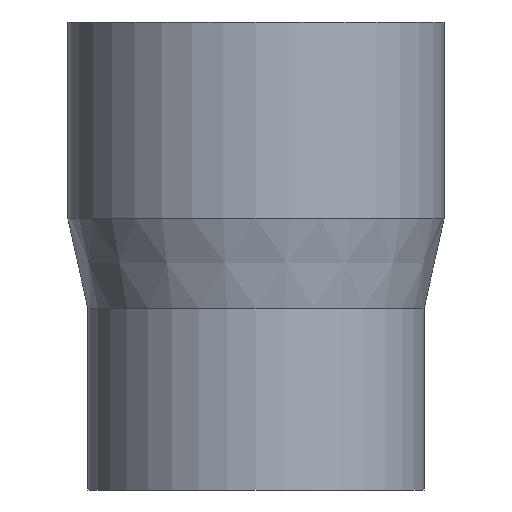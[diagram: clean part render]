
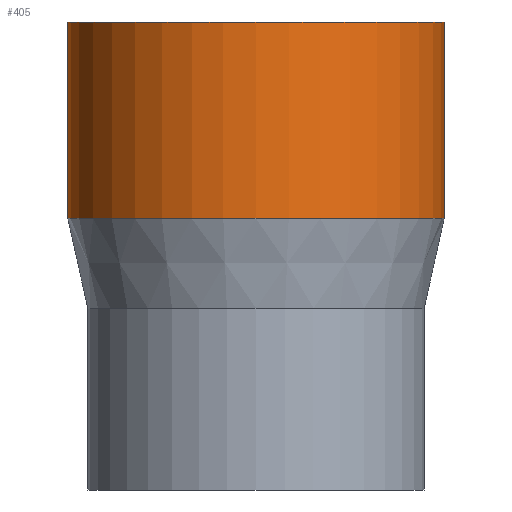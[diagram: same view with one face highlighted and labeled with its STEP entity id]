
A CAD part, front view. The second image highlights one B-rep face of the part: STEP entity #405.
In plain terms, the highlighted cylindrical face has radius 140 mm (diameter 280 mm), a partial arc.
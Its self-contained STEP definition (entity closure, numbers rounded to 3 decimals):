
#9 = DIRECTION ( 'NONE',  ( 0., 0., -1. ) ) ;
#34 = VERTEX_POINT ( 'NONE', #104 ) ;
#35 = EDGE_CURVE ( 'NONE', #581, #121, #217, .T. ) ;
#53 = EDGE_CURVE ( 'NONE', #34, #563, #298, .T. ) ;
#55 = AXIS2_PLACEMENT_3D ( 'NONE', #320, #161, #367 ) ;
#59 = CARTESIAN_POINT ( 'NONE',  ( 0., 0., 29.701 ) ) ;
#94 = DIRECTION ( 'NONE',  ( 0., 0., -1. ) ) ;
#104 = CARTESIAN_POINT ( 'NONE',  ( 140., 0., 29.701 ) ) ;
#105 = EDGE_CURVE ( 'NONE', #581, #34, #470, .T. ) ;
#121 = VERTEX_POINT ( 'NONE', #358 ) ;
#138 = ORIENTED_EDGE ( 'NONE', *, *, #105, .F. ) ;
#154 = CARTESIAN_POINT ( 'NONE',  ( 0., 0., -16.533 ) ) ;
#161 = DIRECTION ( 'NONE',  ( 0., 0., -1. ) ) ;
#197 = DIRECTION ( 'NONE',  ( -1., 0., 0. ) ) ;
#199 = CARTESIAN_POINT ( 'NONE',  ( -140., 0., -16.533 ) ) ;
#217 = CIRCLE ( 'NONE', #55, 140. ) ;
#267 = DIRECTION ( 'NONE',  ( -1., 0., 0. ) ) ;
#298 = CIRCLE ( 'NONE', #443, 140. ) ;
#304 = FACE_OUTER_BOUND ( 'NONE', #390, .T. ) ;
#305 = ORIENTED_EDGE ( 'NONE', *, *, #35, .T. ) ;
#320 = CARTESIAN_POINT ( 'NONE',  ( 0., 0., 175.48 ) ) ;
#349 = AXIS2_PLACEMENT_3D ( 'NONE', #154, #603, #197 ) ;
#355 = ORIENTED_EDGE ( 'NONE', *, *, #368, .T. ) ;
#358 = CARTESIAN_POINT ( 'NONE',  ( -140., 0., 175.48 ) ) ;
#367 = DIRECTION ( 'NONE',  ( -1., 0., 0. ) ) ;
#368 = EDGE_CURVE ( 'NONE', #121, #563, #550, .T. ) ;
#390 = EDGE_LOOP ( 'NONE', ( #138, #305, #355, #455 ) ) ;
#405 = ADVANCED_FACE ( 'NONE', ( #304 ), #503, .T. ) ;
#443 = AXIS2_PLACEMENT_3D ( 'NONE', #59, #570, #267 ) ;
#455 = ORIENTED_EDGE ( 'NONE', *, *, #53, .F. ) ;
#470 = LINE ( 'NONE', #609, #610 ) ;
#503 = CYLINDRICAL_SURFACE ( 'NONE', #349, 140. ) ;
#525 = CARTESIAN_POINT ( 'NONE',  ( 140., 0., 175.48 ) ) ;
#550 = LINE ( 'NONE', #199, #567 ) ;
#563 = VERTEX_POINT ( 'NONE', #635 ) ;
#567 = VECTOR ( 'NONE', #94, 1000. ) ;
#570 = DIRECTION ( 'NONE',  ( 0., 0., -1. ) ) ;
#581 = VERTEX_POINT ( 'NONE', #525 ) ;
#603 = DIRECTION ( 'NONE',  ( 0., 0., -1. ) ) ;
#609 = CARTESIAN_POINT ( 'NONE',  ( 140., 0., -16.533 ) ) ;
#610 = VECTOR ( 'NONE', #9, 1000. ) ;
#635 = CARTESIAN_POINT ( 'NONE',  ( -140., 0., 29.701 ) ) ;
